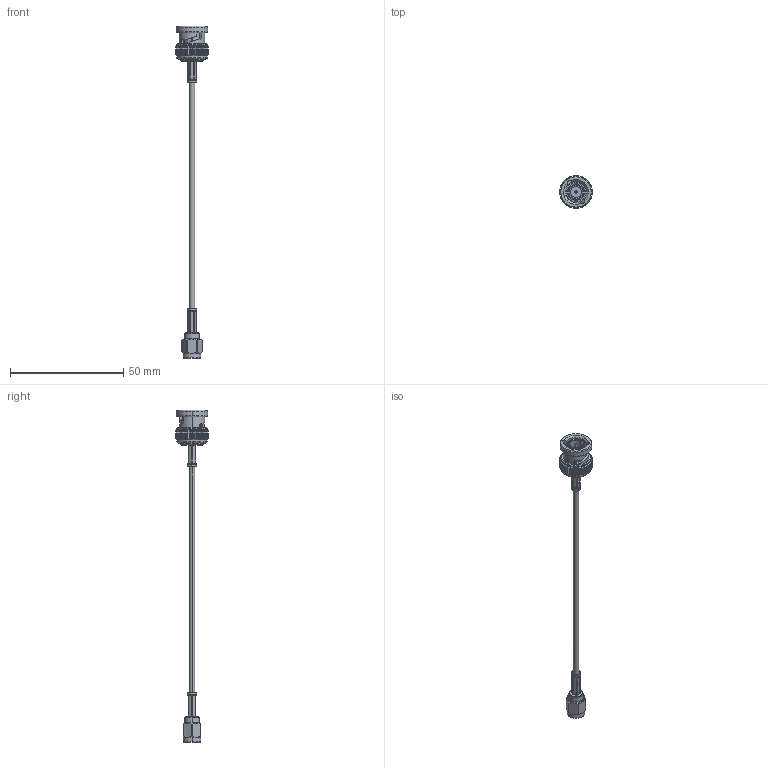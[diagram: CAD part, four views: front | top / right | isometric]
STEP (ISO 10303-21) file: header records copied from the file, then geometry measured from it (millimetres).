
FILE_DESCRIPTION (( 'STEP AP203' ), '1' );
FILE_NAME ('PE3C2360LF.step', '2018-08-22T20:51:08', ( '' ), ( '' ), 'SwSTEP 2.0', 'SolidWorks 2017', '' );
FILE_SCHEMA (( 'CONFIG_CONTROL_DESIGN' ));
Length unit declared in the file: inch
Products named in the file (4): Coax Cable_RG316; PE4003_Crimped; PE3C2360LF; PE45045_Crimped
Assembly tree (3 placements, depth 2):
  PE3C2360LF
    Coax Cable_RG316
    PE45045_Crimped
    PE4003_Crimped
Bounding box: 14.46 x 14.46 x 146.7 mm (x, y, z)
Volume: 2433.5 mm3; surface area: 3901.9 mm2
Topology: 5 solids, 6 shells, 628 faces, 1498 edges, 898 vertices
Faces by surface type: plane 222, cylinder 212, cone 163, bspline 23, torus 8
Entity records: 23354 total; most frequent: CARTESIAN_POINT 9156, ORIENTED_EDGE 2996, DIRECTION 2752, EDGE_CURVE 1498, AXIS2_PLACEMENT_3D 1132, VERTEX_POINT 898, EDGE_LOOP 652, FACE_OUTER_BOUND 628
